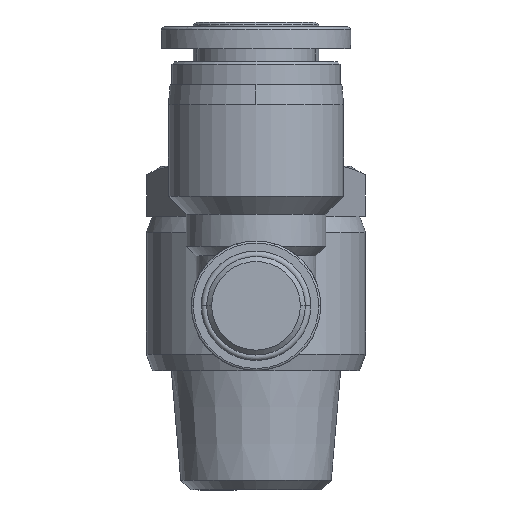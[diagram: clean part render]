
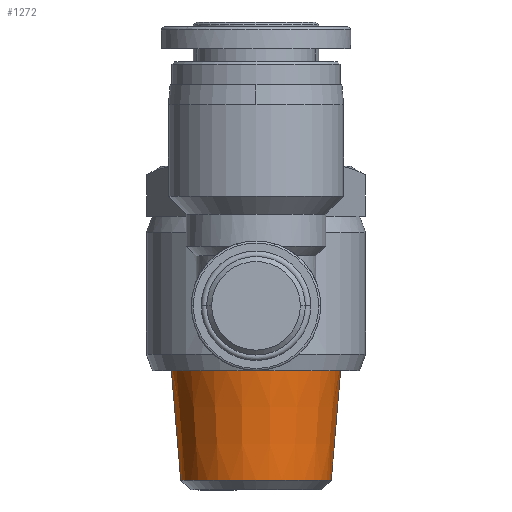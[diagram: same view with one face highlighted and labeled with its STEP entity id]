
A CAD part, left-side view. The second image highlights one B-rep face of the part: STEP entity #1272.
In plain terms, the highlighted conical face has half-angle 4.882 degrees and reference radius 7.987 mm.
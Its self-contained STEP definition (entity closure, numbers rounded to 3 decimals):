
#1231=CARTESIAN_POINT('',(53.531,14.212,22.577));
#1232=DIRECTION('',(-1.0,0.,0.));
#1233=DIRECTION('',(0.0,1.0,0.0));
#1234=AXIS2_PLACEMENT_3D('',#1231,#1232,#1233);
#1235=CONICAL_SURFACE('',#1234,7.988,4.882);
#1236=CARTESIAN_POINT('',(58.534,21.772,22.577));
#1237=VERTEX_POINT('',#1236);
#1238=CARTESIAN_POINT('',(47.531,22.712,22.577));
#1239=VERTEX_POINT('',#1238);
#1240=CARTESIAN_POINT('',(58.534,21.772,22.577));
#1241=DIRECTION('',(-0.996,0.085,0.));
#1242=VECTOR('',#1241,11.044);
#1243=LINE('',#1240,#1242);
#1244=EDGE_CURVE('',#1237,#1239,#1243,.T.);
#1245=ORIENTED_EDGE('',*,*,#1244,.F.);
#1246=CARTESIAN_POINT('',(58.534,6.652,22.577));
#1247=VERTEX_POINT('',#1246);
#1248=CARTESIAN_POINT('',(58.534,14.212,22.577));
#1249=DIRECTION('',(1.0,0.0,0.0));
#1250=DIRECTION('',(0.0,-1.0,0.0));
#1251=AXIS2_PLACEMENT_3D('',#1248,#1249,#1250);
#1252=CIRCLE('',#1251,7.56);
#1253=EDGE_CURVE('',#1247,#1237,#1252,.T.);
#1254=ORIENTED_EDGE('',*,*,#1253,.F.);
#1255=CARTESIAN_POINT('',(47.531,5.712,22.577));
#1256=VERTEX_POINT('',#1255);
#1257=CARTESIAN_POINT('',(58.534,6.652,22.577));
#1258=DIRECTION('',(-0.996,-0.085,0.));
#1259=VECTOR('',#1258,11.044);
#1260=LINE('',#1257,#1259);
#1261=EDGE_CURVE('',#1247,#1256,#1260,.T.);
#1262=ORIENTED_EDGE('',*,*,#1261,.T.);
#1263=CARTESIAN_POINT('',(47.531,14.212,22.577));
#1264=DIRECTION('',(-1.0,0.0,0.0));
#1265=DIRECTION('',(0.0,1.0,0.0));
#1266=AXIS2_PLACEMENT_3D('',#1263,#1264,#1265);
#1267=CIRCLE('',#1266,8.5);
#1268=EDGE_CURVE('',#1239,#1256,#1267,.T.);
#1269=ORIENTED_EDGE('',*,*,#1268,.F.);
#1270=EDGE_LOOP('',(#1245,#1254,#1262,#1269));
#1271=FACE_OUTER_BOUND('',#1270,.T.);
#1272=ADVANCED_FACE('',(#1271),#1235,.T.);
